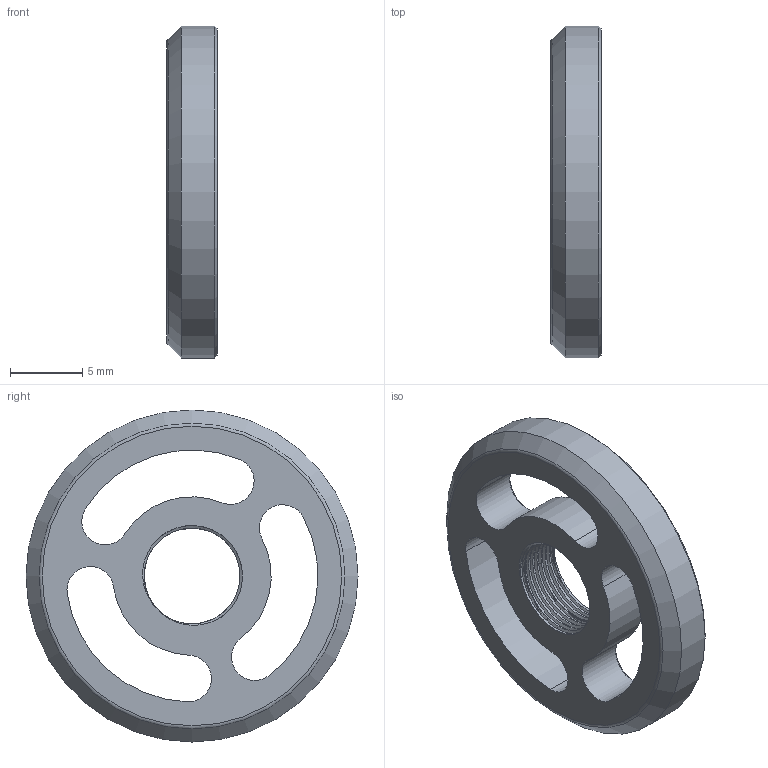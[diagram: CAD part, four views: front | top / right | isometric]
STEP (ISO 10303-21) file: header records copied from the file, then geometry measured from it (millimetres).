
FILE_DESCRIPTION(/* description */ (''),/* implementation_level */ '2;1');
FILE_NAME(/* name */ '[a]_Knob_Spacer_x1.step',/* time_stamp */ '2022-04-19T21:16:39-07:00',/* author */ (''),/* organization */ (''),/* preprocessor_version */ 'ST-DEVELOPER v18.1',/* originating_system */ 'Autodesk Translation Framework v10.14.0.1471',/* authorisation */ '');
FILE_SCHEMA (('AUTOMOTIVE_DESIGN { 1 0 10303 214 3 1 1 }'));
Length unit declared in the file: millimetre
Products named in the file (1): v0_display_knob
Bounding box: 3.5 x 23 x 23 mm (x, y, z)
Volume: 859.9 mm3; surface area: 1129.4 mm2
Topology: 1 solids, 1 shells, 46 faces, 114 edges, 70 vertices
Faces by surface type: cylinder 22, cone 14, bspline 6, plane 3, torus 1
Full cylindrical faces by diameter (mm): 7 x8, 23 x1
Entity records: 4950 total; most frequent: CARTESIAN_POINT 3826, ORIENTED_EDGE 228, DIRECTION 217, EDGE_CURVE 114, AXIS2_PLACEMENT_3D 87, VERTEX_POINT 70, EDGE_LOOP 54, FACE_OUTER_BOUND 46
